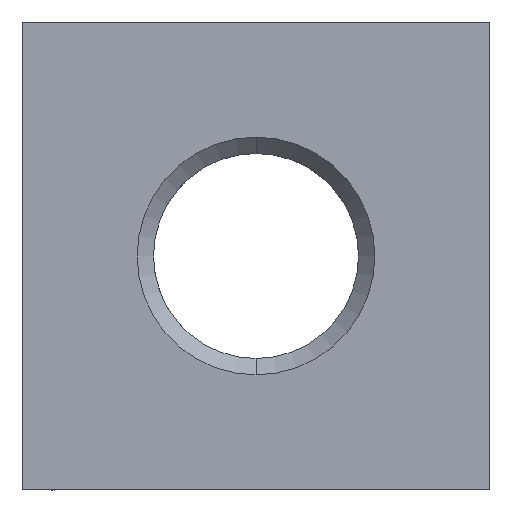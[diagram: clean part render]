
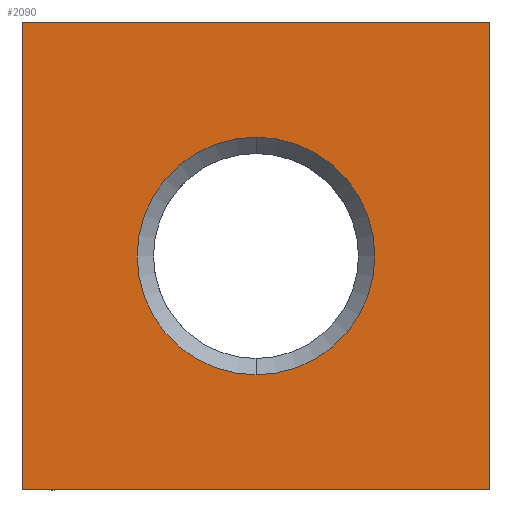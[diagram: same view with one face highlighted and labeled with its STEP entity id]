
A CAD part, left-side view. The second image highlights one B-rep face of the part: STEP entity #2090.
In plain terms, the highlighted planar face has unit normal (-1, 0, 0).
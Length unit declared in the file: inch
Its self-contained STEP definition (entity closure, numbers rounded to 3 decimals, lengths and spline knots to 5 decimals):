
#82 = VERTEX_POINT ( 'NONE', #2486 ) ;
#138 = AXIS2_PLACEMENT_3D ( 'NONE', #1842, #2458, #411 ) ;
#228 = LINE ( 'NONE', #1793, #1250 ) ;
#272 = CARTESIAN_POINT ( 'NONE',  ( -7., 0.5, -0.5 ) ) ;
#293 = CARTESIAN_POINT ( 'NONE',  ( -7., 0.5, 0.5 ) ) ;
#348 = LINE ( 'NONE', #293, #725 ) ;
#411 = DIRECTION ( 'NONE',  ( 0., 0., 1. ) ) ;
#441 = DIRECTION ( 'NONE',  ( 0., 0., 1. ) ) ;
#465 = CARTESIAN_POINT ( 'NONE',  ( -7., 0., 0.254 ) ) ;
#533 = FACE_OUTER_BOUND ( 'NONE', #2205, .T. ) ;
#542 = AXIS2_PLACEMENT_3D ( 'NONE', #1051, #1034, #441 ) ;
#562 = ORIENTED_EDGE ( 'NONE', *, *, #607, .T. ) ;
#575 = EDGE_CURVE ( 'NONE', #2681, #1344, #1176, .T. ) ;
#607 = EDGE_CURVE ( 'NONE', #1344, #2681, #2240, .T. ) ;
#645 = CARTESIAN_POINT ( 'NONE',  ( -7., -0.5, 0.5 ) ) ;
#678 = DIRECTION ( 'NONE',  ( 0., -1., 0. ) ) ;
#725 = VECTOR ( 'NONE', #678, 39.37008 ) ;
#847 = AXIS2_PLACEMENT_3D ( 'NONE', #1856, #2084, #2055 ) ;
#848 = DIRECTION ( 'NONE',  ( 0., 0., 1. ) ) ;
#862 = CARTESIAN_POINT ( 'NONE',  ( -7., -0.5, -0.5 ) ) ;
#1034 = DIRECTION ( 'NONE',  ( 1., 0., 0. ) ) ;
#1051 = CARTESIAN_POINT ( 'NONE',  ( -7., 0., 0. ) ) ;
#1081 = FACE_BOUND ( 'NONE', #2018, .T. ) ;
#1122 = VECTOR ( 'NONE', #2299, 39.37008 ) ;
#1176 = CIRCLE ( 'NONE', #542, 0.254 ) ;
#1192 = VECTOR ( 'NONE', #2083, 39.37008 ) ;
#1221 = LINE ( 'NONE', #645, #1122 ) ;
#1250 = VECTOR ( 'NONE', #848, 39.37008 ) ;
#1315 = EDGE_CURVE ( 'NONE', #1895, #82, #348, .T. ) ;
#1344 = VERTEX_POINT ( 'NONE', #465 ) ;
#1379 = ORIENTED_EDGE ( 'NONE', *, *, #2031, .F. ) ;
#1478 = VERTEX_POINT ( 'NONE', #2045 ) ;
#1657 = EDGE_CURVE ( 'NONE', #1478, #2372, #2154, .T. ) ;
#1741 = CARTESIAN_POINT ( 'NONE',  ( -7., 0.5, 0.5 ) ) ;
#1793 = CARTESIAN_POINT ( 'NONE',  ( -7., 0.5, -0.5 ) ) ;
#1806 = ORIENTED_EDGE ( 'NONE', *, *, #2208, .F. ) ;
#1842 = CARTESIAN_POINT ( 'NONE',  ( -7., -0.5, 0.5 ) ) ;
#1856 = CARTESIAN_POINT ( 'NONE',  ( -7., 0., 0. ) ) ;
#1895 = VERTEX_POINT ( 'NONE', #1741 ) ;
#2018 = EDGE_LOOP ( 'NONE', ( #562, #2319 ) ) ;
#2031 = EDGE_CURVE ( 'NONE', #2372, #1895, #228, .T. ) ;
#2036 = CARTESIAN_POINT ( 'NONE',  ( -7., 0., -0.254 ) ) ;
#2045 = CARTESIAN_POINT ( 'NONE',  ( -7., -0.5, -0.5 ) ) ;
#2055 = DIRECTION ( 'NONE',  ( 0., 0., 1. ) ) ;
#2083 = DIRECTION ( 'NONE',  ( 0., 1., 0. ) ) ;
#2084 = DIRECTION ( 'NONE',  ( 1., 0., 0. ) ) ;
#2090 = ADVANCED_FACE ( 'NONE', ( #1081, #533 ), #2476, .T. ) ;
#2154 = LINE ( 'NONE', #862, #1192 ) ;
#2205 = EDGE_LOOP ( 'NONE', ( #1806, #2522, #1379, #2217 ) ) ;
#2208 = EDGE_CURVE ( 'NONE', #82, #1478, #1221, .T. ) ;
#2217 = ORIENTED_EDGE ( 'NONE', *, *, #1657, .F. ) ;
#2240 = CIRCLE ( 'NONE', #847, 0.254 ) ;
#2299 = DIRECTION ( 'NONE',  ( 0., 0., -1. ) ) ;
#2319 = ORIENTED_EDGE ( 'NONE', *, *, #575, .T. ) ;
#2372 = VERTEX_POINT ( 'NONE', #272 ) ;
#2458 = DIRECTION ( 'NONE',  ( -1., 0., 0. ) ) ;
#2476 = PLANE ( 'NONE',  #138 ) ;
#2486 = CARTESIAN_POINT ( 'NONE',  ( -7., -0.5, 0.5 ) ) ;
#2522 = ORIENTED_EDGE ( 'NONE', *, *, #1315, .F. ) ;
#2681 = VERTEX_POINT ( 'NONE', #2036 ) ;
